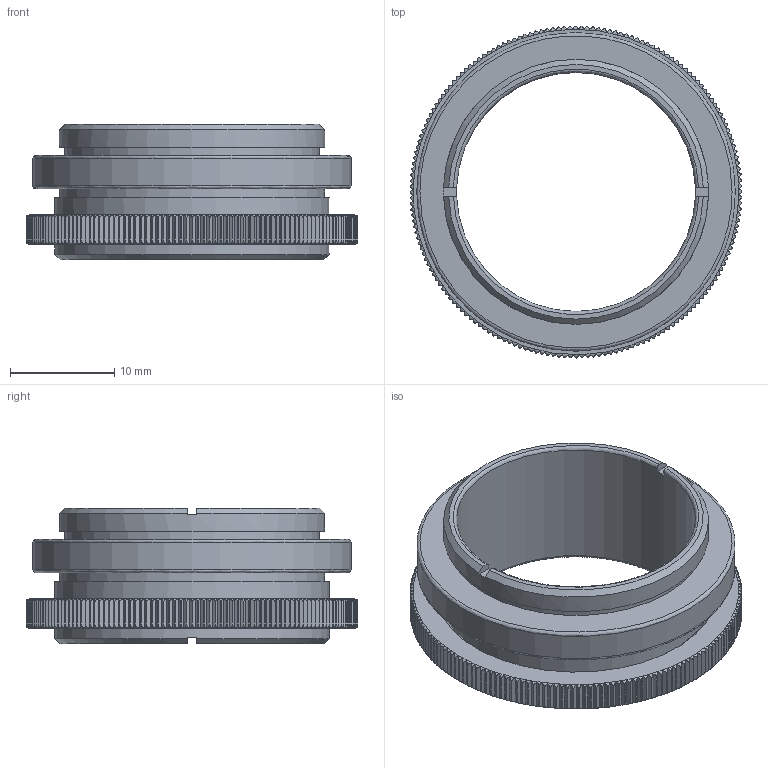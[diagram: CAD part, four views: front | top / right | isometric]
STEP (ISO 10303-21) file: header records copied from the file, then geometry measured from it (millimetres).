
FILE_DESCRIPTION (( 'STEP AP203' ), '1' );
FILE_NAME ('530210.step', '2025-08-20T01:12:43', ( 'Windows User' ), ( 'P R C' ), 'SwSTEP 2.0', 'SolidWorks 2020', '' );
FILE_SCHEMA (( 'CONFIG_CONTROL_DESIGN' ));
Length unit declared in the file: millimetre
Products named in the file (3): 530210; SM1NR; 3.03.31.13.223_SM1-CCT-1_蹟恇蛌諉璃_ZB
Assembly tree (2 placements, depth 2):
  530210
    3.03.31.13.223_SM1-CCT-1_蹟恇蛌諉璃_ZB
    SM1NR
Bounding box: 31.8 x 31.8 x 13 mm (x, y, z)
Volume: 2762.2 mm3; surface area: 3775.3 mm2
Topology: 2 solids, 2 shells, 583 faces, 1729 edges, 1152 vertices
Faces by surface type: plane 382, cylinder 187, bspline 8, cone 6
Full cylindrical faces by diameter (mm): 22.9 x1, 24.4 x1, 25.4 x2, 26.29 x2, 30.5 x1
Entity records: 23333 total; most frequent: CARTESIAN_POINT 8624, ORIENTED_EDGE 3424, DIRECTION 2516, EDGE_CURVE 1712, VERTEX_POINT 1148, AXIS2_PLACEMENT_3D 972, B_SPLINE_CURVE_WITH_KNOTS 742, EDGE_LOOP 602
